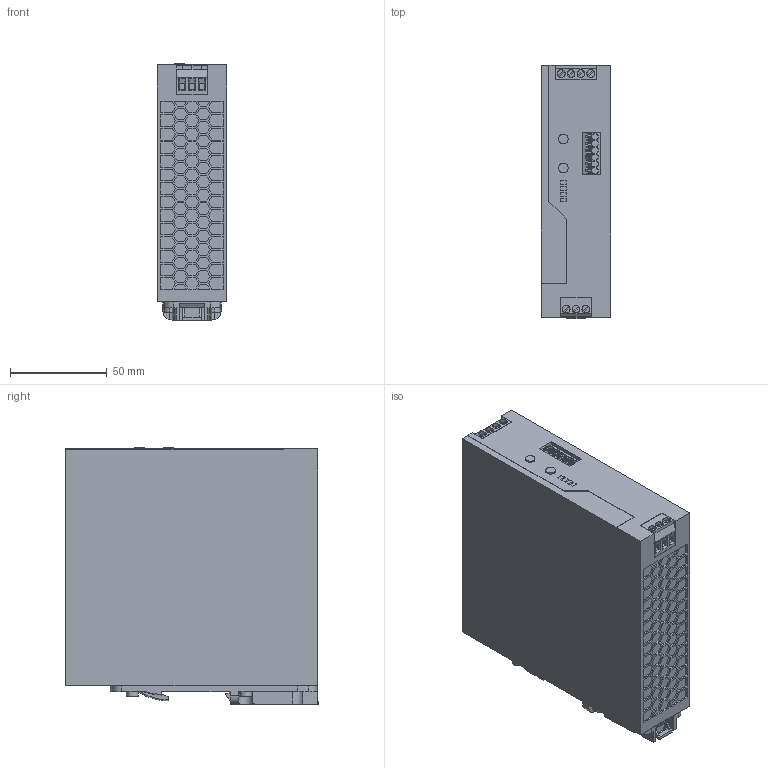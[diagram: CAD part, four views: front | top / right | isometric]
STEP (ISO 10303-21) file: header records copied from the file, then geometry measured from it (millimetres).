
FILE_DESCRIPTION(('Creo Elements/Direct Modeling STEP Export'),'2;1');
FILE_NAME('model.stp','2018-03-19T16:28:14',(''),(''),'Creo Elements/Direct Modeling STEP processor for AP214 (Solid Model)','Creo Elements/Direct Modeling 18.1I 14-Aug-2016 (C) Parametric Technology GmbH','');
FILE_SCHEMA(('AUTOMOTIVE_DESIGN { 1 0 10303 214 1 1 1 1 }'));
Length unit declared in the file: millimetre
Products named in the file (2): QUINT4_PS_1AC_24DC_5-select
Assembly tree (1 placements, depth 2):
  QUINT4_PS_1AC_24DC_5-select
    QUINT4_PS_1AC_24DC_5-select
Bounding box: 36 x 130.45 x 132.55 mm (x, y, z)
Volume: 582721.3 mm3; surface area: 55815.5 mm2
Topology: 1 solids, 1 shells, 1467 faces, 3823 edges, 2537 vertices
Faces by surface type: plane 1334, cylinder 117, extrusion 12, bspline 4
Entity records: 56211 total; most frequent: CARTESIAN_POINT 8694, ORIENTED_EDGE 7646, DIRECTION 6683, EDGE_CURVE 3823, VECTOR 3513, LINE 3501, VERTEX_POINT 2537, EDGE_LOOP 1648
